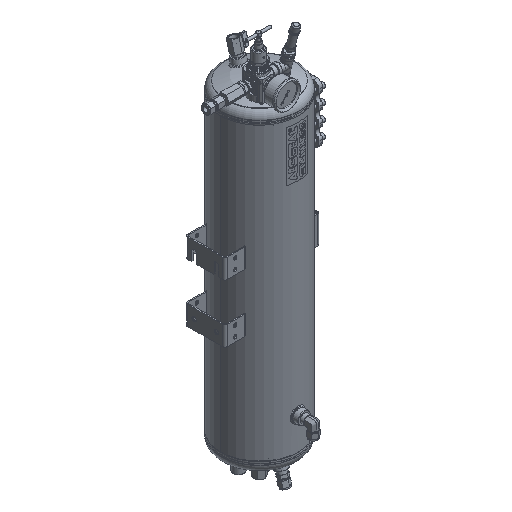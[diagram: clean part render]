
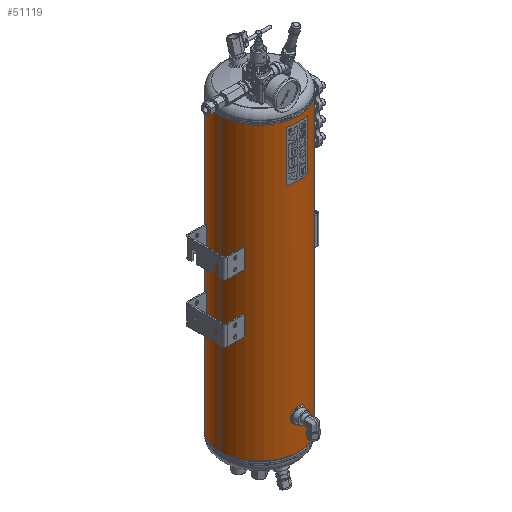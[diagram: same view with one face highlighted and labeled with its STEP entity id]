
A CAD part, isometric view. The second image highlights one B-rep face of the part: STEP entity #51119.
In plain terms, the highlighted cylindrical face has radius 100 mm (diameter 200 mm), a partial arc.
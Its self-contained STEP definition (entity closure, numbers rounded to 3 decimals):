
#3133=B_SPLINE_CURVE_WITH_KNOTS('',3,(#78961,#78962,#78963,#78964,#78965,
#78966,#78967,#78968,#78969,#78970,#78971),.UNSPECIFIED.,.T.,.F.,(1,1,1,
1,1,1,1,1,1,1,1,1,1,1,1),(-0.012,-0.008,-0.004,
0.,0.004,0.008,0.012,0.016,
0.02,0.023,0.027,0.031,
0.035,0.039,0.043),.UNSPECIFIED.);
#3134=B_SPLINE_CURVE_WITH_KNOTS('',3,(#78973,#78974,#78975,#78976,#78977,
#78978,#78979,#78980,#78981,#78982,#78983),.UNSPECIFIED.,.T.,.F.,(1,1,1,
1,1,1,1,1,1,1,1,1,1,1,1),(-0.012,-0.008,-0.004,
0.,0.004,0.008,0.012,0.016,
0.02,0.023,0.027,0.031,
0.035,0.039,0.043),.UNSPECIFIED.);
#3135=B_SPLINE_CURVE_WITH_KNOTS('',3,(#78985,#78986,#78987,#78988,#78989,
#78990,#78991,#78992,#78993,#78994,#78995,#78996,#78997,#78998,#78999,#79000,
#79001,#79002,#79003),.UNSPECIFIED.,.T.,.F.,(1,1,1,1,1,1,1,1,1,1,1,1,1,
1,1,1,1,1,1,1,1,1,1),(-0.018,-0.012,-0.006,
0.,0.006,0.012,0.018,
0.023,0.029,0.035,0.041,
0.047,0.053,0.059,0.065,
0.07,0.076,0.082,0.088,
0.094,0.1,0.106,0.112),
 .UNSPECIFIED.);
#5383=LINE('',#79005,#8675);
#5384=LINE('',#79010,#8676);
#8675=VECTOR('',#65252,1000.);
#8676=VECTOR('',#65255,1000.);
#11972=ORIENTED_EDGE('',*,*,#27362,.T.);
#11973=ORIENTED_EDGE('',*,*,#27363,.T.);
#11974=ORIENTED_EDGE('',*,*,#27364,.T.);
#11975=ORIENTED_EDGE('',*,*,#27365,.T.);
#11976=ORIENTED_EDGE('',*,*,#27366,.T.);
#11977=ORIENTED_EDGE('',*,*,#27367,.F.);
#11978=ORIENTED_EDGE('',*,*,#27368,.F.);
#27362=EDGE_CURVE('',#35057,#35057,#3133,.T.);
#27363=EDGE_CURVE('',#35058,#35058,#3134,.T.);
#27364=EDGE_CURVE('',#35059,#35059,#3135,.T.);
#27365=EDGE_CURVE('',#35060,#35061,#5383,.T.);
#27366=EDGE_CURVE('',#35061,#35062,#40433,.T.);
#27367=EDGE_CURVE('',#35063,#35062,#5384,.T.);
#27368=EDGE_CURVE('',#35060,#35063,#40434,.T.);
#35057=VERTEX_POINT('',#78972);
#35058=VERTEX_POINT('',#78984);
#35059=VERTEX_POINT('',#79004);
#35060=VERTEX_POINT('',#79006);
#35061=VERTEX_POINT('',#79007);
#35062=VERTEX_POINT('',#79009);
#35063=VERTEX_POINT('',#79011);
#40433=CIRCLE('',#60058,100.);
#40434=CIRCLE('',#60059,100.);
#42219=EDGE_LOOP('',(#11972));
#42220=EDGE_LOOP('',(#11973));
#42221=EDGE_LOOP('',(#11974));
#42222=EDGE_LOOP('',(#11975,#11976,#11977,#11978));
#46266=FACE_BOUND('',#42219,.T.);
#46267=FACE_BOUND('',#42220,.T.);
#46268=FACE_BOUND('',#42221,.T.);
#46269=FACE_BOUND('',#42222,.T.);
#50311=CYLINDRICAL_SURFACE('',#60057,100.);
#51119=ADVANCED_FACE('',(#46266,#46267,#46268,#46269),#50311,.T.);
#60057=AXIS2_PLACEMENT_3D('',#78960,#65250,#65251);
#60058=AXIS2_PLACEMENT_3D('',#79008,#65253,#65254);
#60059=AXIS2_PLACEMENT_3D('',#79012,#65256,#65257);
#65250=DIRECTION('',(0.,-1.,0.));
#65251=DIRECTION('',(0.,0.,-1.));
#65252=DIRECTION('',(0.,-1.,0.));
#65253=DIRECTION('',(0.,1.,0.));
#65254=DIRECTION('',(1.,0.,0.));
#65255=DIRECTION('',(0.,-1.,0.));
#65256=DIRECTION('',(0.,1.,0.));
#65257=DIRECTION('',(1.,0.,0.));
#78960=CARTESIAN_POINT('',(0.,750.,0.));
#78961=CARTESIAN_POINT('',(-3.915,48.922,-99.938));
#78962=CARTESIAN_POINT('',(-5.542,44.999,-99.844));
#78963=CARTESIAN_POINT('',(-3.916,41.082,-99.938));
#78964=CARTESIAN_POINT('',(-0.004,39.46,-100.031));
#78965=CARTESIAN_POINT('',(3.917,41.079,-99.938));
#78966=CARTESIAN_POINT('',(5.54,44.999,-99.844));
#78967=CARTESIAN_POINT('',(3.922,48.913,-99.937));
#78968=CARTESIAN_POINT('',(0.006,50.541,-100.031));
#78969=CARTESIAN_POINT('',(-3.915,48.922,-99.938));
#78970=CARTESIAN_POINT('',(-5.542,44.999,-99.844));
#78971=CARTESIAN_POINT('',(-3.916,41.082,-99.938));
#78972=CARTESIAN_POINT('',(-5.,45.,-99.875));
#78973=CARTESIAN_POINT('',(-3.915,158.922,-99.938));
#78974=CARTESIAN_POINT('',(-5.542,154.999,-99.844));
#78975=CARTESIAN_POINT('',(-3.916,151.082,-99.938));
#78976=CARTESIAN_POINT('',(-0.004,149.46,-100.031));
#78977=CARTESIAN_POINT('',(3.917,151.079,-99.938));
#78978=CARTESIAN_POINT('',(5.54,154.999,-99.844));
#78979=CARTESIAN_POINT('',(3.922,158.913,-99.937));
#78980=CARTESIAN_POINT('',(0.006,160.541,-100.031));
#78981=CARTESIAN_POINT('',(-3.915,158.922,-99.938));
#78982=CARTESIAN_POINT('',(-5.542,154.999,-99.844));
#78983=CARTESIAN_POINT('',(-3.916,151.082,-99.938));
#78984=CARTESIAN_POINT('',(-5.,155.,-99.875));
#78985=CARTESIAN_POINT('',(-98.994,672.42,14.208));
#78986=CARTESIAN_POINT('',(-98.806,666.495,15.395));
#78987=CARTESIAN_POINT('',(-98.993,660.6,14.214));
#78988=CARTESIAN_POINT('',(-99.436,655.617,10.88));
#78989=CARTESIAN_POINT('',(-99.878,652.286,5.9));
#78990=CARTESIAN_POINT('',(-100.061,651.109,0.009));
#78991=CARTESIAN_POINT('',(-99.879,652.279,-5.887));
#78992=CARTESIAN_POINT('',(-99.437,655.615,-10.879));
#78993=CARTESIAN_POINT('',(-98.992,660.601,-14.215));
#78994=CARTESIAN_POINT('',(-98.807,666.494,-15.391));
#78995=CARTESIAN_POINT('',(-98.992,672.387,-14.219));
#78996=CARTESIAN_POINT('',(-99.435,677.371,-10.892));
#78997=CARTESIAN_POINT('',(-99.877,680.709,-5.914));
#78998=CARTESIAN_POINT('',(-100.061,681.893,-0.013));
#78999=CARTESIAN_POINT('',(-99.878,680.72,5.889));
#79000=CARTESIAN_POINT('',(-99.437,677.387,10.874));
#79001=CARTESIAN_POINT('',(-98.994,672.42,14.208));
#79002=CARTESIAN_POINT('',(-98.806,666.495,15.395));
#79003=CARTESIAN_POINT('',(-98.993,660.6,14.214));
#79004=CARTESIAN_POINT('',(-98.869,666.5,15.));
#79005=CARTESIAN_POINT('',(0.254,801.561,100.));
#79006=CARTESIAN_POINT('',(0.254,750.,100.));
#79007=CARTESIAN_POINT('',(0.254,0.,100.));
#79008=CARTESIAN_POINT('',(0.,0.,0.));
#79009=CARTESIAN_POINT('',(-0.254,0.,100.));
#79010=CARTESIAN_POINT('',(-0.254,801.561,100.));
#79011=CARTESIAN_POINT('',(-0.254,750.,100.));
#79012=CARTESIAN_POINT('',(0.,750.,0.));
